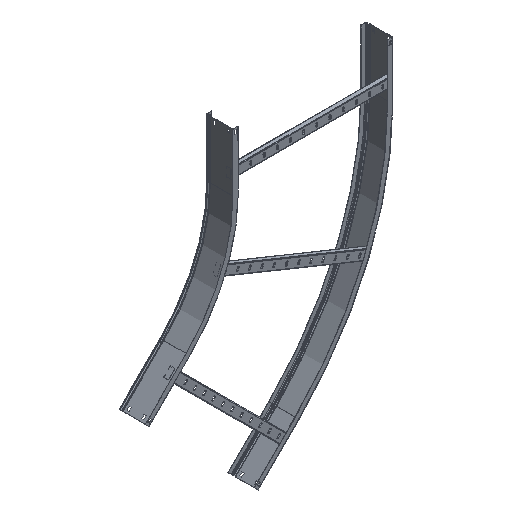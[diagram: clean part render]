
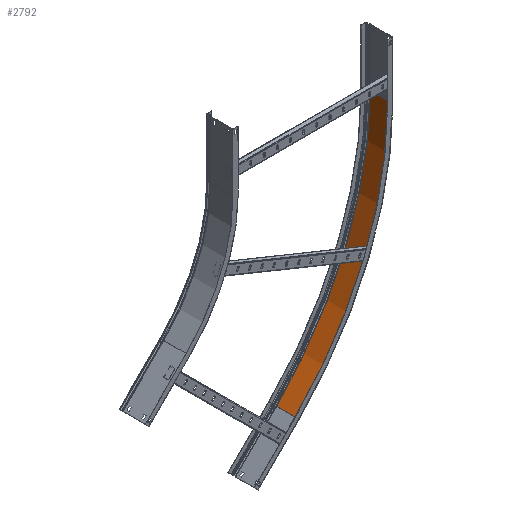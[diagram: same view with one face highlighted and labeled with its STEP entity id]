
A CAD part, isometric view. The second image highlights one B-rep face of the part: STEP entity #2792.
In plain terms, the highlighted cylindrical face has radius 1201 mm (diameter 2402 mm), a partial arc.
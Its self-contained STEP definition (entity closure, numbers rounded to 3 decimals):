
#18 = ORIENTED_EDGE ( 'NONE', *, *, #3272, .T. ) ;
#95 = EDGE_CURVE ( 'NONE', #8176, #8442, #8464, .T. ) ;
#103 = ORIENTED_EDGE ( 'NONE', *, *, #95, .F. ) ;
#169 = CARTESIAN_POINT ( 'NONE',  ( 0., 1.2, 0. ) ) ;
#1493 = AXIS2_PLACEMENT_3D ( 'NONE', #4681, #2701, #3304 ) ;
#1737 = VERTEX_POINT ( 'NONE', #6981 ) ;
#1993 = CARTESIAN_POINT ( 'NONE',  ( 0., 84.499, 0. ) ) ;
#2290 = CARTESIAN_POINT ( 'NONE',  ( 849.235, 84.499, -849.235 ) ) ;
#2385 = VECTOR ( 'NONE', #6075, 1000. ) ;
#2593 = AXIS2_PLACEMENT_3D ( 'NONE', #169, #4407, #5048 ) ;
#2641 = LINE ( 'NONE', #7516, #5405 ) ;
#2701 = DIRECTION ( 'NONE',  ( 0., 1., 0. ) ) ;
#2792 = ADVANCED_FACE ( 'NONE', ( #5961 ), #7986, .F. ) ;
#3064 = EDGE_CURVE ( 'NONE', #8176, #6107, #6791, .T. ) ;
#3272 = EDGE_CURVE ( 'NONE', #6107, #1737, #2641, .T. ) ;
#3304 = DIRECTION ( 'NONE',  ( 0., 0., 1. ) ) ;
#4275 = AXIS2_PLACEMENT_3D ( 'NONE', #1993, #5427, #6803 ) ;
#4407 = DIRECTION ( 'NONE',  ( 0., -1., 0. ) ) ;
#4529 = CARTESIAN_POINT ( 'NONE',  ( 1201., 1.2, 0. ) ) ;
#4640 = DIRECTION ( 'NONE',  ( 0., 1., 0. ) ) ;
#4681 = CARTESIAN_POINT ( 'NONE',  ( 0., 0., 0. ) ) ;
#5048 = DIRECTION ( 'NONE',  ( 0., 0., 1. ) ) ;
#5405 = VECTOR ( 'NONE', #4640, 1000. ) ;
#5427 = DIRECTION ( 'NONE',  ( 0., 1., 0. ) ) ;
#5512 = ORIENTED_EDGE ( 'NONE', *, *, #3064, .T. ) ;
#5961 = FACE_OUTER_BOUND ( 'NONE', #8342, .T. ) ;
#6043 = CARTESIAN_POINT ( 'NONE',  ( 849.235, 2.2, -849.235 ) ) ;
#6075 = DIRECTION ( 'NONE',  ( 0., 1., 0. ) ) ;
#6107 = VERTEX_POINT ( 'NONE', #4529 ) ;
#6557 = CIRCLE ( 'NONE', #4275, 1201. ) ;
#6791 = CIRCLE ( 'NONE', #2593, 1201. ) ;
#6803 = DIRECTION ( 'NONE',  ( 0., 0., 1. ) ) ;
#6981 = CARTESIAN_POINT ( 'NONE',  ( 1201., 84.499, 0. ) ) ;
#7141 = EDGE_CURVE ( 'NONE', #1737, #8442, #6557, .T. ) ;
#7386 = ORIENTED_EDGE ( 'NONE', *, *, #7141, .T. ) ;
#7516 = CARTESIAN_POINT ( 'NONE',  ( 1201., 0., 0. ) ) ;
#7986 = CYLINDRICAL_SURFACE ( 'NONE', #1493, 1201. ) ;
#7989 = CARTESIAN_POINT ( 'NONE',  ( 849.235, 1.2, -849.235 ) ) ;
#8176 = VERTEX_POINT ( 'NONE', #7989 ) ;
#8342 = EDGE_LOOP ( 'NONE', ( #7386, #103, #5512, #18 ) ) ;
#8442 = VERTEX_POINT ( 'NONE', #2290 ) ;
#8464 = LINE ( 'NONE', #6043, #2385 ) ;
